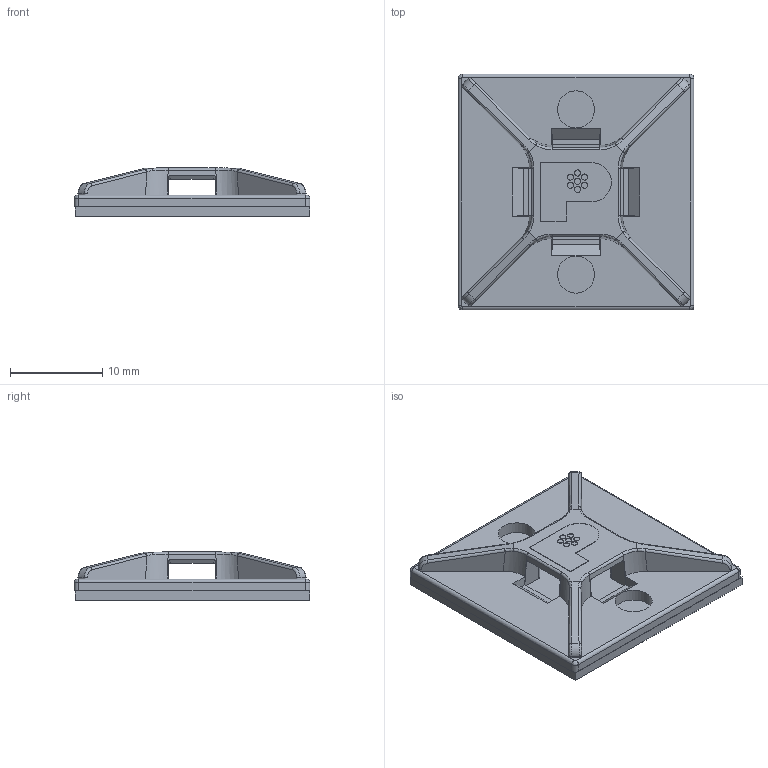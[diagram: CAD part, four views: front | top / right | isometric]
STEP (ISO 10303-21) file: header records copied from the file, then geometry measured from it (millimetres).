
FILE_DESCRIPTION(/* description */ (''),/* implementation_level */ '2;1');
FILE_NAME(/* name */ 'PANDUIT_ABM2S-A',/* time_stamp */ '2012-01-31T15:00:34-06:00',/* author */ (''),/* organization */ (''),/* preprocessor_version */ 'ST-DEVELOPER v9',/* originating_system */ 'UGS - NX 3.0',/* authorisation */ '');
FILE_SCHEMA (('CONFIG_CONTROL_DESIGN'));
Length unit declared in the file: inch
Products named in the file (1): bwgF5ABo4nr
Bounding box: 25.53 x 25.53 x 5.25 mm (x, y, z)
Volume: 1581.7 mm3; surface area: 3065.1 mm2
Topology: 2 solids, 2 shells, 193 faces, 489 edges, 302 vertices
Faces by surface type: plane 83, cylinder 70, bspline 36, torus 4
Full cylindrical faces by diameter (mm): 0.665 x7, 4.013 x2
Entity records: 6308 total; most frequent: CARTESIAN_POINT 1652, ORIENTED_EDGE 960, DIRECTION 952, EDGE_CURVE 480, AXIS2_PLACEMENT_3D 346, VERTEX_POINT 302, LINE 260, VECTOR 260
